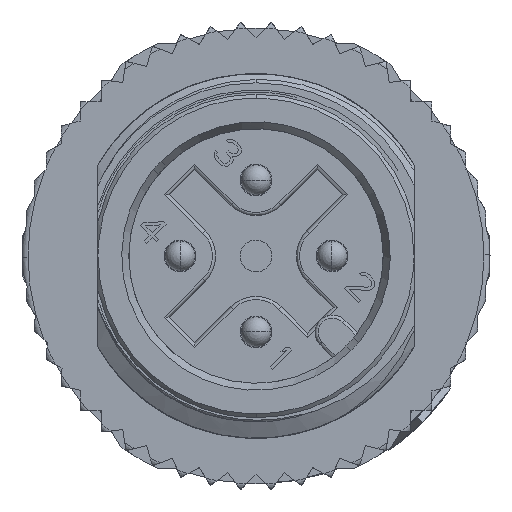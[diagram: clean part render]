
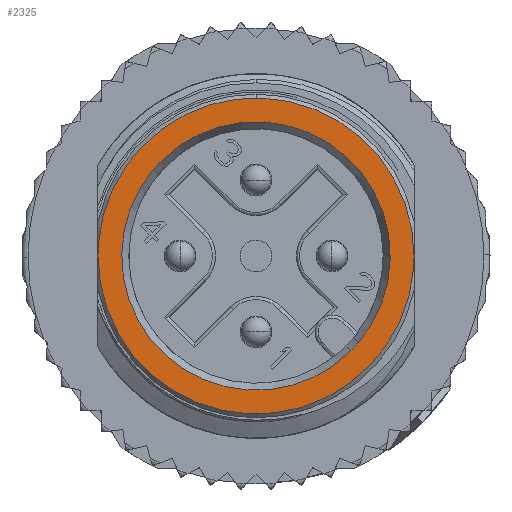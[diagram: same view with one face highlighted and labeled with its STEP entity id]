
A CAD part, front view. The second image highlights one B-rep face of the part: STEP entity #2325.
In plain terms, the highlighted planar face has unit normal (0, -1, 0).
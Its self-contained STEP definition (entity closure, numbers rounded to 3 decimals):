
#2325=ADVANCED_FACE('',(#5258,#5259),#5260,.T.);
#5258=FACE_OUTER_BOUND('',#9235,.T.);
#5259=FACE_BOUND('',#9236,.T.);
#5260=PLANE('',#9237);
#9235=EDGE_LOOP('',(#24556,#24557,#24558,#24559));
#9236=EDGE_LOOP('',(#24560,#24561,#24562,#24563));
#9237=AXIS2_PLACEMENT_3D('',#24564,#24565,#24566);
#24556=ORIENTED_EDGE('',*,*,#30372,.T.);
#24557=ORIENTED_EDGE('',*,*,#32062,.T.);
#24558=ORIENTED_EDGE('',*,*,#30367,.T.);
#24559=ORIENTED_EDGE('',*,*,#32064,.T.);
#24560=ORIENTED_EDGE('',*,*,#30517,.F.);
#24561=ORIENTED_EDGE('',*,*,#31432,.F.);
#24562=ORIENTED_EDGE('',*,*,#30522,.F.);
#24563=ORIENTED_EDGE('',*,*,#31435,.F.);
#24564=CARTESIAN_POINT('',(-5.72,-16.1,5.682));
#24565=DIRECTION('',(0.0,-1.0,0.0));
#24566=DIRECTION('',(1.0,0.0,0.0));
#30367=EDGE_CURVE('',#34577,#34574,#34578,.T.);
#30372=EDGE_CURVE('',#34586,#34583,#34587,.T.);
#30517=EDGE_CURVE('',#34843,#34839,#34845,.T.);
#30522=EDGE_CURVE('',#34852,#34848,#34854,.T.);
#31432=EDGE_CURVE('',#34848,#34843,#36169,.T.);
#31435=EDGE_CURVE('',#34839,#34852,#36172,.T.);
#32062=EDGE_CURVE('',#34583,#34577,#37063,.T.);
#32064=EDGE_CURVE('',#34574,#34586,#37065,.T.);
#34574=VERTEX_POINT('',#40685);
#34577=VERTEX_POINT('',#40689);
#34578=CIRCLE('',#40690,5.2);
#34583=VERTEX_POINT('',#40696);
#34586=VERTEX_POINT('',#40700);
#34587=CIRCLE('',#40701,5.2);
#34839=VERTEX_POINT('',#41138);
#34843=VERTEX_POINT('',#41143);
#34845=CIRCLE('',#41146,4.418);
#34848=VERTEX_POINT('',#41149);
#34852=VERTEX_POINT('',#41154);
#34854=CIRCLE('',#41157,4.418);
#36169=CIRCLE('',#42985,4.418);
#36172=CIRCLE('',#42988,4.418);
#37063=CIRCLE('',#44373,5.2);
#37065=CIRCLE('',#44375,5.2);
#40685=CARTESIAN_POINT('',(-5.18,-16.1,0.453));
#40689=CARTESIAN_POINT('',(5.2,-16.1,0.0));
#40690=AXIS2_PLACEMENT_3D('',#55025,#55026,#55027);
#40696=CARTESIAN_POINT('',(5.18,-16.1,-0.453));
#40700=CARTESIAN_POINT('',(-5.2,-16.1,0.0));
#40701=AXIS2_PLACEMENT_3D('',#55033,#55034,#55035);
#41138=CARTESIAN_POINT('',(3.385,-16.1,-2.84));
#41143=CARTESIAN_POINT('',(3.124,-16.1,-3.124));
#41146=AXIS2_PLACEMENT_3D('',#55258,#55259,#55260);
#41149=CARTESIAN_POINT('',(-3.385,-16.1,2.84));
#41154=CARTESIAN_POINT('',(-3.124,-16.1,3.124));
#41157=AXIS2_PLACEMENT_3D('',#55266,#55267,#55268);
#42985=AXIS2_PLACEMENT_3D('',#56327,#56328,#56329);
#42988=AXIS2_PLACEMENT_3D('',#56333,#56334,#56335);
#44373=AXIS2_PLACEMENT_3D('',#56864,#56865,#56866);
#44375=AXIS2_PLACEMENT_3D('',#56867,#56868,#56869);
#55025=CARTESIAN_POINT('',(0.0,-16.1,0.0));
#55026=DIRECTION('',(0.0,-1.0,0.0));
#55027=DIRECTION('',(1.0,0.0,0.0));
#55033=CARTESIAN_POINT('',(0.0,-16.1,0.0));
#55034=DIRECTION('',(0.0,-1.0,0.0));
#55035=DIRECTION('',(-1.0,0.0,0.0));
#55258=CARTESIAN_POINT('',(0.0,-16.1,0.0));
#55259=DIRECTION('',(0.0,-1.0,0.0));
#55260=DIRECTION('',(0.707,0.0,-0.707));
#55266=CARTESIAN_POINT('',(0.0,-16.1,0.0));
#55267=DIRECTION('',(0.0,-1.0,0.0));
#55268=DIRECTION('',(-0.707,0.0,0.707));
#56327=CARTESIAN_POINT('',(0.0,-16.1,0.0));
#56328=DIRECTION('',(0.0,-1.0,0.0));
#56329=DIRECTION('',(-0.707,0.0,0.707));
#56333=CARTESIAN_POINT('',(0.0,-16.1,0.0));
#56334=DIRECTION('',(0.0,-1.0,0.0));
#56335=DIRECTION('',(0.707,0.0,-0.707));
#56864=CARTESIAN_POINT('',(0.0,-16.1,0.0));
#56865=DIRECTION('',(0.0,-1.0,0.0));
#56866=DIRECTION('',(-1.0,0.0,0.0));
#56867=CARTESIAN_POINT('',(0.0,-16.1,0.0));
#56868=DIRECTION('',(0.0,-1.0,0.0));
#56869=DIRECTION('',(1.0,0.0,0.0));
